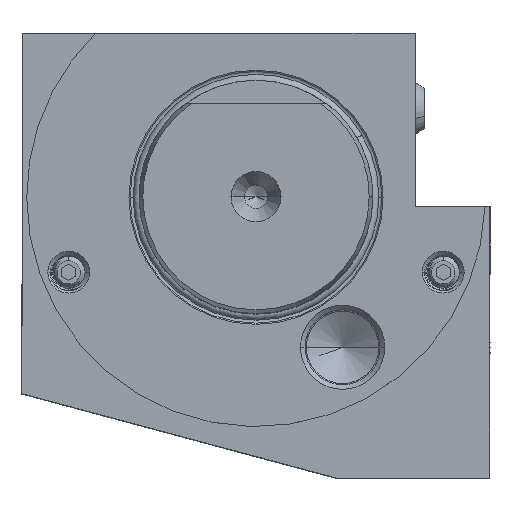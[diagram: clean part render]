
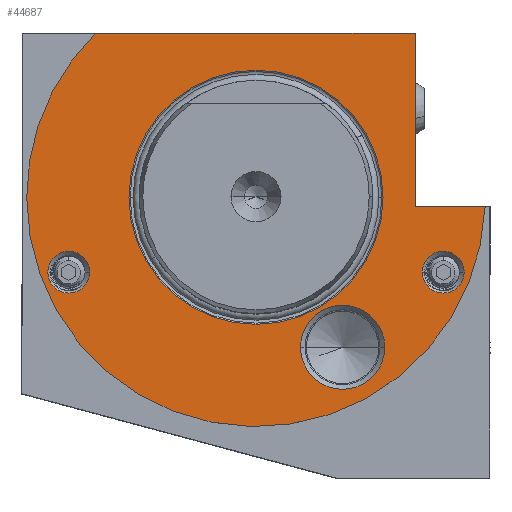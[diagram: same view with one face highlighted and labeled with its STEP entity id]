
A CAD part, top view. The second image highlights one B-rep face of the part: STEP entity #44687.
In plain terms, the highlighted planar face has unit normal (0, 0, 1).
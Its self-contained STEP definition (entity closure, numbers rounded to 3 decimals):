
#3483 = CARTESIAN_POINT ( 'NONE',  ( 0., 27.15, -78. ) ) ;
#3491 = DIRECTION ( 'NONE',  ( 1., 0., 0. ) ) ;
#3492 = PLANE ( 'NONE',  #51175 ) ;
#3510 = DIRECTION ( 'NONE',  ( 0., 0., 1. ) ) ;
#7566 = FACE_BOUND ( 'NONE', #26443, .T. ) ;
#7583 = FACE_BOUND ( 'NONE', #27405, .T. ) ;
#7601 = FACE_OUTER_BOUND ( 'NONE', #26373, .T. ) ;
#7646 = FACE_BOUND ( 'NONE', #29522, .T. ) ;
#7666 = FACE_BOUND ( 'NONE', #29520, .T. ) ;
#8936 = AXIS2_PLACEMENT_3D ( 'NONE', #67732, #67770, #67758 ) ;
#8952 = AXIS2_PLACEMENT_3D ( 'NONE', #42803, #42804, #42805 ) ;
#15331 = CARTESIAN_POINT ( 'NONE',  ( 27.5, -32.043, -78. ) ) ;
#15349 = CARTESIAN_POINT ( 'NONE',  ( 9.5, -32.043, -78. ) ) ;
#16074 = CARTESIAN_POINT ( 'NONE',  ( -27.15, 0., -78. ) ) ;
#16080 = CARTESIAN_POINT ( 'NONE',  ( 27.15, 0., -78. ) ) ;
#16094 = CARTESIAN_POINT ( 'NONE',  ( -49., 0., -78. ) ) ;
#16122 = CARTESIAN_POINT ( 'NONE',  ( 48.959, -2., -78. ) ) ;
#18680 = ORIENTED_EDGE ( 'NONE', *, *, #22145, .T. ) ;
#18699 = ORIENTED_EDGE ( 'NONE', *, *, #22150, .T. ) ;
#18720 = ORIENTED_EDGE ( 'NONE', *, *, #25046, .T. ) ;
#18733 = ORIENTED_EDGE ( 'NONE', *, *, #22160, .T. ) ;
#18742 = ORIENTED_EDGE ( 'NONE', *, *, #22177, .F. ) ;
#18744 = ORIENTED_EDGE ( 'NONE', *, *, #23307, .T. ) ;
#18750 = ORIENTED_EDGE ( 'NONE', *, *, #22584, .T. ) ;
#18766 = ORIENTED_EDGE ( 'NONE', *, *, #22203, .T. ) ;
#18768 = DIRECTION ( 'NONE',  ( -1., 0., 0. ) ) ;
#18769 = ORIENTED_EDGE ( 'NONE', *, *, #22171, .T. ) ;
#18778 = DIRECTION ( 'NONE',  ( -1., 0., 0. ) ) ;
#18787 = ORIENTED_EDGE ( 'NONE', *, *, #22038, .T. ) ;
#18798 = DIRECTION ( 'NONE',  ( 0., 0., -1. ) ) ;
#18815 = ORIENTED_EDGE ( 'NONE', *, *, #25017, .F. ) ;
#18817 = ORIENTED_EDGE ( 'NONE', *, *, #22142, .T. ) ;
#18831 = DIRECTION ( 'NONE',  ( 0., 0., -1. ) ) ;
#18835 = ORIENTED_EDGE ( 'NONE', *, *, #23779, .T. ) ;
#18836 = CARTESIAN_POINT ( 'NONE',  ( 0., 0., -78. ) ) ;
#18849 = CARTESIAN_POINT ( 'NONE',  ( 0., 0., -78. ) ) ;
#19793 = CARTESIAN_POINT ( 'NONE',  ( 0., -2., -78. ) ) ;
#19846 = CARTESIAN_POINT ( 'NONE',  ( -40., -16., -78. ) ) ;
#19852 = DIRECTION ( 'NONE',  ( -1., 0., 0. ) ) ;
#19854 = CARTESIAN_POINT ( 'NONE',  ( 34., 27.15, -78. ) ) ;
#19884 = DIRECTION ( 'NONE',  ( 0., 1., 0. ) ) ;
#19895 = DIRECTION ( 'NONE',  ( 0., 0., -1. ) ) ;
#19915 = DIRECTION ( 'NONE',  ( 1., 0., 0. ) ) ;
#20162 = CARTESIAN_POINT ( 'NONE',  ( 18.5, -32.043, -78. ) ) ;
#20168 = DIRECTION ( 'NONE',  ( 0., 0., -1. ) ) ;
#20173 = DIRECTION ( 'NONE',  ( 1., 0., 0. ) ) ;
#22038 = EDGE_CURVE ( 'NONE', #25694, #27845, #44350, .T. ) ;
#22142 = EDGE_CURVE ( 'NONE', #27540, #27603, #44421, .T. ) ;
#22145 = EDGE_CURVE ( 'NONE', #45471, #25822, #44395, .T. ) ;
#22150 = EDGE_CURVE ( 'NONE', #25822, #25769, #44402, .T. ) ;
#22160 = EDGE_CURVE ( 'NONE', #45662, #45654, #44435, .T. ) ;
#22171 = EDGE_CURVE ( 'NONE', #45479, #45475, #44476, .T. ) ;
#22177 = EDGE_CURVE ( 'NONE', #45451, #25779, #44495, .T. ) ;
#22203 = EDGE_CURVE ( 'NONE', #25769, #25779, #44485, .T. ) ;
#22584 = EDGE_CURVE ( 'NONE', #27603, #27540, #46476, .T. ) ;
#22895 = DIRECTION ( 'NONE',  ( 0., 0., -1. ) ) ;
#22922 = DIRECTION ( 'NONE',  ( 1., 0., 0. ) ) ;
#22938 = CARTESIAN_POINT ( 'NONE',  ( 40., -16., -78. ) ) ;
#23307 = EDGE_CURVE ( 'NONE', #45654, #45662, #48479, .T. ) ;
#23779 = EDGE_CURVE ( 'NONE', #27845, #25694, #48591, .T. ) ;
#25017 = EDGE_CURVE ( 'NONE', #45471, #45451, #48874, .T. ) ;
#25046 = EDGE_CURVE ( 'NONE', #45475, #45479, #49008, .T. ) ;
#25613 = AXIS2_PLACEMENT_3D ( 'NONE', #22938, #22895, #22922 ) ;
#25622 = AXIS2_PLACEMENT_3D ( 'NONE', #20162, #20168, #20173 ) ;
#25642 = AXIS2_PLACEMENT_3D ( 'NONE', #18836, #18831, #18778 ) ;
#25652 = AXIS2_PLACEMENT_3D ( 'NONE', #19846, #19895, #19915 ) ;
#25658 = AXIS2_PLACEMENT_3D ( 'NONE', #18849, #18798, #18768 ) ;
#25694 = VERTEX_POINT ( 'NONE', #58742 ) ;
#25769 = VERTEX_POINT ( 'NONE', #58881 ) ;
#25779 = VERTEX_POINT ( 'NONE', #58886 ) ;
#25822 = VERTEX_POINT ( 'NONE', #58867 ) ;
#26373 = EDGE_LOOP ( 'NONE', ( #18815, #18680, #18699, #18766, #18742 ) ) ;
#26443 = EDGE_LOOP ( 'NONE', ( #18720, #18769 ) ) ;
#27405 = EDGE_LOOP ( 'NONE', ( #18750, #18817 ) ) ;
#27540 = VERTEX_POINT ( 'NONE', #59139 ) ;
#27603 = VERTEX_POINT ( 'NONE', #59106 ) ;
#27845 = VERTEX_POINT ( 'NONE', #59239 ) ;
#29520 = EDGE_LOOP ( 'NONE', ( #18835, #18787 ) ) ;
#29522 = EDGE_LOOP ( 'NONE', ( #18744, #18733 ) ) ;
#35351 = CARTESIAN_POINT ( 'NONE',  ( 0., 35., -78. ) ) ;
#35352 = DIRECTION ( 'NONE',  ( -1., 0., 0. ) ) ;
#42803 = CARTESIAN_POINT ( 'NONE',  ( -40., -16., -78. ) ) ;
#42804 = DIRECTION ( 'NONE',  ( 0., 0., -1. ) ) ;
#42805 = DIRECTION ( 'NONE',  ( 1., 0., 0. ) ) ;
#44350 = CIRCLE ( 'NONE', #25613, 4.475 ) ;
#44395 = LINE ( 'NONE', #19793, #44415 ) ;
#44398 = VECTOR ( 'NONE', #19884, 1000. ) ;
#44402 = LINE ( 'NONE', #19854, #44398 ) ;
#44415 = VECTOR ( 'NONE', #19852, 1000. ) ;
#44421 = CIRCLE ( 'NONE', #25652, 4.475 ) ;
#44435 = CIRCLE ( 'NONE', #25622, 9. ) ;
#44476 = CIRCLE ( 'NONE', #25642, 27.15 ) ;
#44485 = LINE ( 'NONE', #35351, #44501 ) ;
#44495 = CIRCLE ( 'NONE', #25658, 49. ) ;
#44501 = VECTOR ( 'NONE', #35352, 1000. ) ;
#44687 = ADVANCED_FACE ( 'NONE', ( #7646, #7583, #7666, #7566, #7601 ), #3492, .T. ) ;
#45451 = VERTEX_POINT ( 'NONE', #16094 ) ;
#45471 = VERTEX_POINT ( 'NONE', #16122 ) ;
#45475 = VERTEX_POINT ( 'NONE', #16080 ) ;
#45479 = VERTEX_POINT ( 'NONE', #16074 ) ;
#45654 = VERTEX_POINT ( 'NONE', #15331 ) ;
#45662 = VERTEX_POINT ( 'NONE', #15349 ) ;
#46476 = CIRCLE ( 'NONE', #8952, 4.475 ) ;
#48479 = CIRCLE ( 'NONE', #8936, 9. ) ;
#48591 = CIRCLE ( 'NONE', #51952, 4.475 ) ;
#48874 = CIRCLE ( 'NONE', #52079, 49. ) ;
#49008 = CIRCLE ( 'NONE', #50974, 27.15 ) ;
#50934 = DIRECTION ( 'NONE',  ( 0., 0., -1. ) ) ;
#50962 = DIRECTION ( 'NONE',  ( 1., 0., 0. ) ) ;
#50967 = CARTESIAN_POINT ( 'NONE',  ( 40., -16., -78. ) ) ;
#50974 = AXIS2_PLACEMENT_3D ( 'NONE', #53249, #53242, #53236 ) ;
#51175 = AXIS2_PLACEMENT_3D ( 'NONE', #3483, #3510, #3491 ) ;
#51952 = AXIS2_PLACEMENT_3D ( 'NONE', #50967, #50934, #50962 ) ;
#52079 = AXIS2_PLACEMENT_3D ( 'NONE', #53096, #53153, #53136 ) ;
#53096 = CARTESIAN_POINT ( 'NONE',  ( 0., 0., -78. ) ) ;
#53136 = DIRECTION ( 'NONE',  ( -1., 0., 0. ) ) ;
#53153 = DIRECTION ( 'NONE',  ( 0., 0., -1. ) ) ;
#53236 = DIRECTION ( 'NONE',  ( -1., 0., 0. ) ) ;
#53242 = DIRECTION ( 'NONE',  ( 0., 0., -1. ) ) ;
#53249 = CARTESIAN_POINT ( 'NONE',  ( 0., 0., -78. ) ) ;
#58742 = CARTESIAN_POINT ( 'NONE',  ( 35.525, -16., -78. ) ) ;
#58867 = CARTESIAN_POINT ( 'NONE',  ( 34., -2., -78. ) ) ;
#58881 = CARTESIAN_POINT ( 'NONE',  ( 34., 35., -78. ) ) ;
#58886 = CARTESIAN_POINT ( 'NONE',  ( -34.293, 35., -78. ) ) ;
#59106 = CARTESIAN_POINT ( 'NONE',  ( -35.525, -16., -78. ) ) ;
#59139 = CARTESIAN_POINT ( 'NONE',  ( -44.475, -16., -78. ) ) ;
#59239 = CARTESIAN_POINT ( 'NONE',  ( 44.475, -16., -78. ) ) ;
#67732 = CARTESIAN_POINT ( 'NONE',  ( 18.5, -32.043, -78. ) ) ;
#67758 = DIRECTION ( 'NONE',  ( 1., 0., 0. ) ) ;
#67770 = DIRECTION ( 'NONE',  ( 0., 0., -1. ) ) ;
